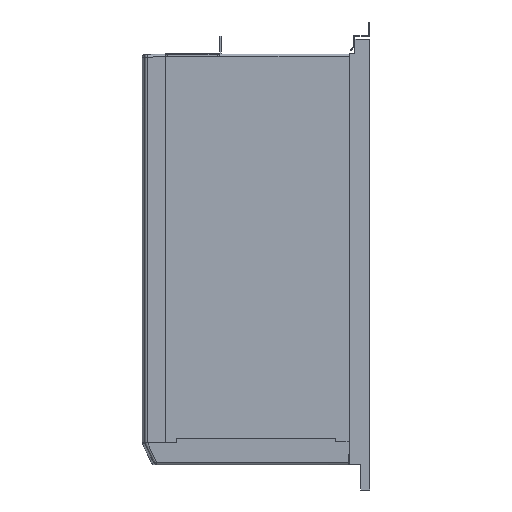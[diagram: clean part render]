
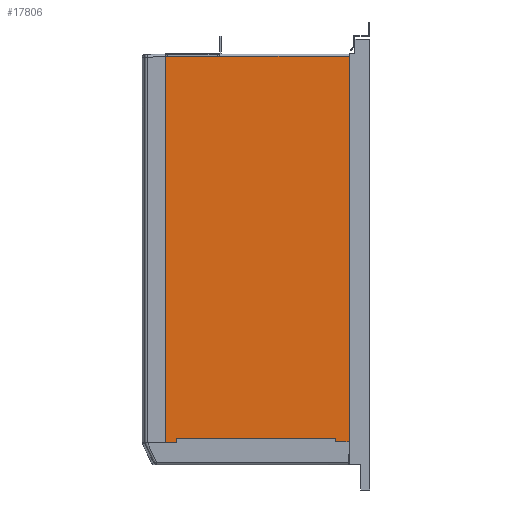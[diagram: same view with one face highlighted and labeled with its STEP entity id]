
A CAD part, left-side view. The second image highlights one B-rep face of the part: STEP entity #17806.
In plain terms, the highlighted planar face has unit normal (-1, 0, 0).
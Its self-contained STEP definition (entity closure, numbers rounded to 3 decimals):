
#17781 = ORIENTED_EDGE ( 'NONE', *, *, #17782, .T. ) ;
#17782 = EDGE_CURVE ( 'NONE', #17783, #17784, #27273, .T. ) ;
#17783 = VERTEX_POINT ( 'NONE', #27268 ) ;
#17784 = VERTEX_POINT ( 'NONE', #27267 ) ;
#17785 = ORIENTED_EDGE ( 'NONE', *, *, #17786, .F. ) ;
#17786 = EDGE_CURVE ( 'NONE', #17787, #17784, #27259, .T. ) ;
#17787 = VERTEX_POINT ( 'NONE', #27252 ) ;
#17793 = EDGE_CURVE ( 'NONE', #17810, #17794, #27217, .T. ) ;
#17794 = VERTEX_POINT ( 'NONE', #27247 ) ;
#17799 = VERTEX_POINT ( 'NONE', #27212 ) ;
#17801 = EDGE_CURVE ( 'NONE', #17799, #17802, #27385, .T. ) ;
#17802 = VERTEX_POINT ( 'NONE', #27386 ) ;
#17803 = EDGE_LOOP ( 'NONE', ( #17781, #17785, #17818, #17820, #17821, #17824, #17827, #17811, #17885, #17888 ) ) ;
#17806 = ADVANCED_FACE ( 'NONE', ( #27365 ), #27396, .T. ) ;
#17810 = VERTEX_POINT ( 'NONE', #27407 ) ;
#17811 = ORIENTED_EDGE ( 'NONE', *, *, #17793, .T. ) ;
#17818 = ORIENTED_EDGE ( 'NONE', *, *, #17819, .T. ) ;
#17819 = EDGE_CURVE ( 'NONE', #17787, #17802, #27459, .T. ) ;
#17820 = ORIENTED_EDGE ( 'NONE', *, *, #17801, .F. ) ;
#17821 = ORIENTED_EDGE ( 'NONE', *, *, #17822, .F. ) ;
#17822 = EDGE_CURVE ( 'NONE', #17823, #17799, #27467, .T. ) ;
#17823 = VERTEX_POINT ( 'NONE', #27463 ) ;
#17824 = ORIENTED_EDGE ( 'NONE', *, *, #17825, .F. ) ;
#17825 = EDGE_CURVE ( 'NONE', #17826, #17823, #27462, .T. ) ;
#17826 = VERTEX_POINT ( 'NONE', #27453 ) ;
#17827 = ORIENTED_EDGE ( 'NONE', *, *, #17828, .T. ) ;
#17828 = EDGE_CURVE ( 'NONE', #17826, #17810, #27451, .T. ) ;
#17885 = ORIENTED_EDGE ( 'NONE', *, *, #17886, .F. ) ;
#17886 = EDGE_CURVE ( 'NONE', #17887, #17794, #27602, .T. ) ;
#17887 = VERTEX_POINT ( 'NONE', #27584 ) ;
#17888 = ORIENTED_EDGE ( 'NONE', *, *, #17889, .F. ) ;
#17889 = EDGE_CURVE ( 'NONE', #17783, #17887, #27596, .T. ) ;
#27212 = CARTESIAN_POINT ( 'NONE',  ( -24.5, 30.15, 37.502 ) ) ;
#27217 = LINE ( 'NONE', #27250, #27249 ) ;
#27247 = CARTESIAN_POINT ( 'NONE',  ( -24.5, 130.5, 370.25 ) ) ;
#27248 = DIRECTION ( 'NONE',  ( 0., 1., 0. ) ) ;
#27249 = VECTOR ( 'NONE', #27248, 1000. ) ;
#27250 = CARTESIAN_POINT ( 'NONE',  ( -24.5, 18., 370.25 ) ) ;
#27252 = CARTESIAN_POINT ( 'NONE',  ( -24.5, 167.84, 34.002 ) ) ;
#27253 = DIRECTION ( 'NONE',  ( 0., 1., 0. ) ) ;
#27254 = VECTOR ( 'NONE', #27253, 1000. ) ;
#27255 = CARTESIAN_POINT ( 'NONE',  ( -24.5, 178., 34.002 ) ) ;
#27259 = LINE ( 'NONE', #27255, #27254 ) ;
#27267 = CARTESIAN_POINT ( 'NONE',  ( -24.5, 178., 34.002 ) ) ;
#27268 = CARTESIAN_POINT ( 'NONE',  ( -24.5, 178., 369.75 ) ) ;
#27269 = DIRECTION ( 'NONE',  ( 0., 0., -1. ) ) ;
#27270 = VECTOR ( 'NONE', #27269, 1000. ) ;
#27272 = CARTESIAN_POINT ( 'NONE',  ( -24.5, 178., 57. ) ) ;
#27273 = LINE ( 'NONE', #27272, #27270 ) ;
#27365 = FACE_OUTER_BOUND ( 'NONE', #17803, .T. ) ;
#27382 = DIRECTION ( 'NONE',  ( 0., 1., 0. ) ) ;
#27383 = VECTOR ( 'NONE', #27382, 1000. ) ;
#27384 = CARTESIAN_POINT ( 'NONE',  ( -24.5, 18., 37.502 ) ) ;
#27385 = LINE ( 'NONE', #27384, #27383 ) ;
#27386 = CARTESIAN_POINT ( 'NONE',  ( -24.5, 167.84, 37.502 ) ) ;
#27393 = DIRECTION ( 'NONE',  ( -1., 0., 0. ) ) ;
#27394 = CARTESIAN_POINT ( 'NONE',  ( -24.5, 18., 57. ) ) ;
#27395 = AXIS2_PLACEMENT_3D ( 'NONE', #27394, #27393, #27401 ) ;
#27396 = PLANE ( 'NONE',  #27395 ) ;
#27401 = DIRECTION ( 'NONE',  ( 0., 0., 1. ) ) ;
#27407 = CARTESIAN_POINT ( 'NONE',  ( -24.5, 18., 370.25 ) ) ;
#27448 = DIRECTION ( 'NONE',  ( 0., 0., 1. ) ) ;
#27449 = VECTOR ( 'NONE', #27448, 1000. ) ;
#27450 = CARTESIAN_POINT ( 'NONE',  ( -24.5, 18., 57. ) ) ;
#27451 = LINE ( 'NONE', #27450, #27449 ) ;
#27453 = CARTESIAN_POINT ( 'NONE',  ( -24.5, 18., 34.802 ) ) ;
#27454 = DIRECTION ( 'NONE',  ( 0., 1., 0. ) ) ;
#27456 = DIRECTION ( 'NONE',  ( 0., 0., 1. ) ) ;
#27457 = VECTOR ( 'NONE', #27456, 1000. ) ;
#27458 = CARTESIAN_POINT ( 'NONE',  ( -24.5, 167.84, 34.002 ) ) ;
#27459 = LINE ( 'NONE', #27458, #27457 ) ;
#27460 = VECTOR ( 'NONE', #27454, 1000. ) ;
#27461 = CARTESIAN_POINT ( 'NONE',  ( -24.5, 18., 34.802 ) ) ;
#27462 = LINE ( 'NONE', #27461, #27460 ) ;
#27463 = CARTESIAN_POINT ( 'NONE',  ( -24.5, 30.15, 34.802 ) ) ;
#27464 = DIRECTION ( 'NONE',  ( 0., 0., 1. ) ) ;
#27465 = VECTOR ( 'NONE', #27464, 1000. ) ;
#27466 = CARTESIAN_POINT ( 'NONE',  ( -24.5, 30.15, 34.802 ) ) ;
#27467 = LINE ( 'NONE', #27466, #27465 ) ;
#27584 = CARTESIAN_POINT ( 'NONE',  ( -24.5, 130.5, 369.75 ) ) ;
#27589 = DIRECTION ( 'NONE',  ( 0., -1., 0. ) ) ;
#27594 = VECTOR ( 'NONE', #27589, 1000. ) ;
#27595 = CARTESIAN_POINT ( 'NONE',  ( -24.5, 130.5, 369.75 ) ) ;
#27596 = LINE ( 'NONE', #27595, #27594 ) ;
#27599 = DIRECTION ( 'NONE',  ( 0., 0., 1. ) ) ;
#27600 = VECTOR ( 'NONE', #27599, 1000. ) ;
#27601 = CARTESIAN_POINT ( 'NONE',  ( -24.5, 130.5, 369.75 ) ) ;
#27602 = LINE ( 'NONE', #27601, #27600 ) ;
